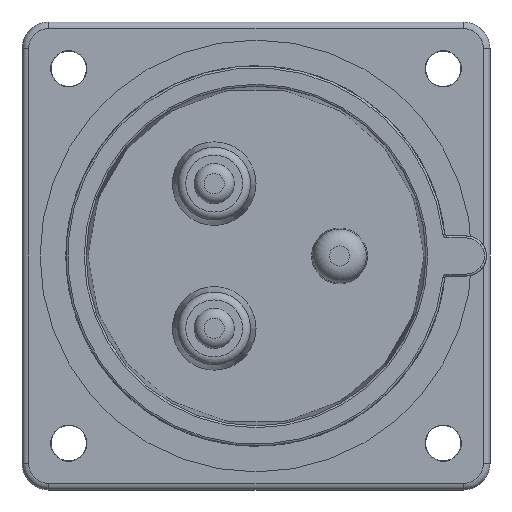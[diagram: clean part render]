
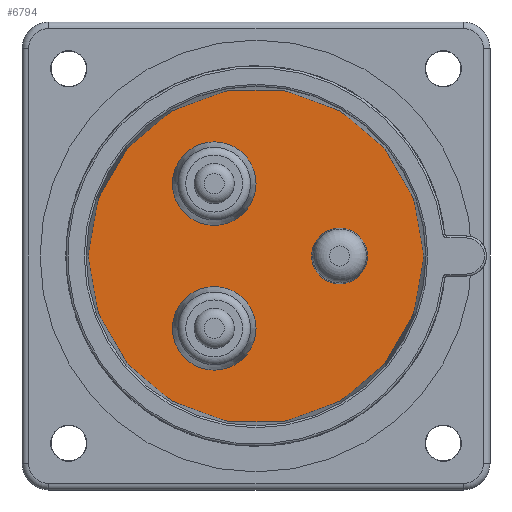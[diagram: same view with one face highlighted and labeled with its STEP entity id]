
A CAD part, front view. The second image highlights one B-rep face of the part: STEP entity #6794.
In plain terms, the highlighted planar face has unit normal (0, -1, 0).
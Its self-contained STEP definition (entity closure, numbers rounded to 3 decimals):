
#428 = DIRECTION ( 'NONE',  ( 0., 1., 0. ) ) ;
#923 = FACE_BOUND ( 'NONE', #15630, .T. ) ;
#999 = CARTESIAN_POINT ( 'NONE',  ( 0., -3., 0. ) ) ;
#1452 = FACE_BOUND ( 'NONE', #16130, .T. ) ;
#1558 = DIRECTION ( 'NONE',  ( 0., -1., 0. ) ) ;
#2050 = EDGE_CURVE ( 'NONE', #9475, #9475, #13952, .T. ) ;
#2102 = ORIENTED_EDGE ( 'NONE', *, *, #2050, .F. ) ;
#2400 = AXIS2_PLACEMENT_3D ( 'NONE', #999, #12428, #2629 ) ;
#2531 = VERTEX_POINT ( 'NONE', #11100 ) ;
#2629 = DIRECTION ( 'NONE',  ( -1., 0., 0. ) ) ;
#2646 = AXIS2_PLACEMENT_3D ( 'NONE', #19968, #428, #11838 ) ;
#2791 = VERTEX_POINT ( 'NONE', #11315 ) ;
#3487 = DIRECTION ( 'NONE',  ( 0., -1., 0. ) ) ;
#5278 = FACE_OUTER_BOUND ( 'NONE', #13362, .T. ) ;
#5293 = AXIS2_PLACEMENT_3D ( 'NONE', #11344, #1558, #12996 ) ;
#5319 = CARTESIAN_POINT ( 'NONE',  ( -6.25, -3., -10.825 ) ) ;
#6647 = VERTEX_POINT ( 'NONE', #14616 ) ;
#6794 = ADVANCED_FACE ( 'NONE', ( #923, #1452, #9646, #5278 ), #20030, .F. ) ;
#6957 = DIRECTION ( 'NONE',  ( -1., 0., 0. ) ) ;
#7000 = CIRCLE ( 'NONE', #5293, 4.181 ) ;
#8373 = ORIENTED_EDGE ( 'NONE', *, *, #17192, .F. ) ;
#9334 = EDGE_CURVE ( 'NONE', #2531, #2531, #7000, .T. ) ;
#9475 = VERTEX_POINT ( 'NONE', #10949 ) ;
#9646 = FACE_BOUND ( 'NONE', #13791, .T. ) ;
#10782 = CIRCLE ( 'NONE', #12231, 6.25 ) ;
#10949 = CARTESIAN_POINT ( 'NONE',  ( -25.05, -3., 0. ) ) ;
#11100 = CARTESIAN_POINT ( 'NONE',  ( 8.319, -3., 0. ) ) ;
#11315 = CARTESIAN_POINT ( 'NONE',  ( -12.5, -3., -10.825 ) ) ;
#11344 = CARTESIAN_POINT ( 'NONE',  ( 12.5, -3., 0. ) ) ;
#11838 = DIRECTION ( 'NONE',  ( -1., 0., 0. ) ) ;
#12231 = AXIS2_PLACEMENT_3D ( 'NONE', #13294, #3487, #14950 ) ;
#12428 = DIRECTION ( 'NONE',  ( 0., 1., 0. ) ) ;
#12592 = ORIENTED_EDGE ( 'NONE', *, *, #9334, .F. ) ;
#12996 = DIRECTION ( 'NONE',  ( -1., 0., 0. ) ) ;
#13294 = CARTESIAN_POINT ( 'NONE',  ( -6.25, -3., 10.825 ) ) ;
#13362 = EDGE_LOOP ( 'NONE', ( #2102 ) ) ;
#13486 = AXIS2_PLACEMENT_3D ( 'NONE', #5319, #16794, #6957 ) ;
#13791 = EDGE_LOOP ( 'NONE', ( #20719 ) ) ;
#13952 = CIRCLE ( 'NONE', #2400, 25.05 ) ;
#14162 = CIRCLE ( 'NONE', #13486, 6.25 ) ;
#14616 = CARTESIAN_POINT ( 'NONE',  ( -12.5, -3., 10.825 ) ) ;
#14950 = DIRECTION ( 'NONE',  ( -1., 0., 0. ) ) ;
#15630 = EDGE_LOOP ( 'NONE', ( #12592 ) ) ;
#16130 = EDGE_LOOP ( 'NONE', ( #8373 ) ) ;
#16794 = DIRECTION ( 'NONE',  ( 0., -1., 0. ) ) ;
#17192 = EDGE_CURVE ( 'NONE', #2791, #2791, #14162, .T. ) ;
#17989 = EDGE_CURVE ( 'NONE', #6647, #6647, #10782, .T. ) ;
#19968 = CARTESIAN_POINT ( 'NONE',  ( 0., -3., 0. ) ) ;
#20030 = PLANE ( 'NONE',  #2646 ) ;
#20719 = ORIENTED_EDGE ( 'NONE', *, *, #17989, .F. ) ;
